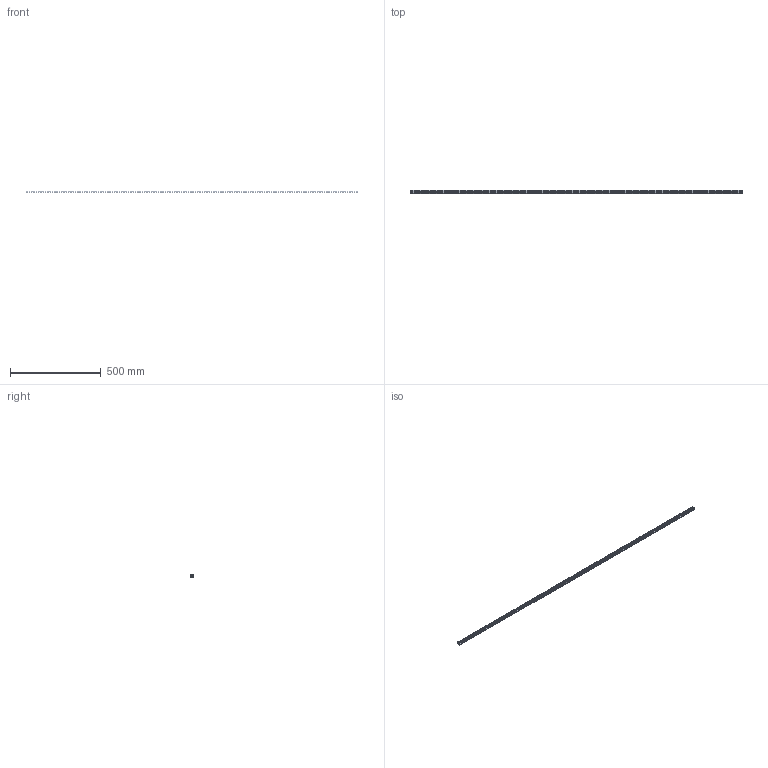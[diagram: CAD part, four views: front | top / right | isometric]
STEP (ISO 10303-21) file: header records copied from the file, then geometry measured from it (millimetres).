
FILE_DESCRIPTION(/* description */ (''),/* implementation_level */ '2;1');
FILE_NAME(/* name */ 'F.5x.5_Duct_WEB.stp',/* time_stamp */ '2015-11-03T14:44:47-06:00',/* author */ (''),/* organization */ (''),/* preprocessor_version */ 'ST-DEVELOPER v15',/* originating_system */ 'SIEMENS PLM Software NX 8.5',/* authorisation */ '');
FILE_SCHEMA (('AP203_CONFIGURATION_CONTROLLED_3D_DESIGN_OF_MECHANICAL_PARTS_AND_ASSEMBLIES_MIM_LF { 1 0 10303 403 2 1 2}'));
Products named in the file (1): bdk2754D31B99ko
Bounding box: 1828.8 x 17.79 x 12.56 mm (x, y, z)
Volume: 87588.6 mm3; surface area: 151555 mm2
Topology: 1 solids, 1 shells, 8228 faces, 24678 edges, 16452 vertices
Faces by surface type: cylinder 4394, plane 3834
Entity records: 305848 total; most frequent: CARTESIAN_POINT 80463, ORIENTED_EDGE 49356, DIRECTION 47044, EDGE_CURVE 24678, AXIS2_PLACEMENT_3D 17017, VERTEX_POINT 16452, LINE 13010, VECTOR 13010
